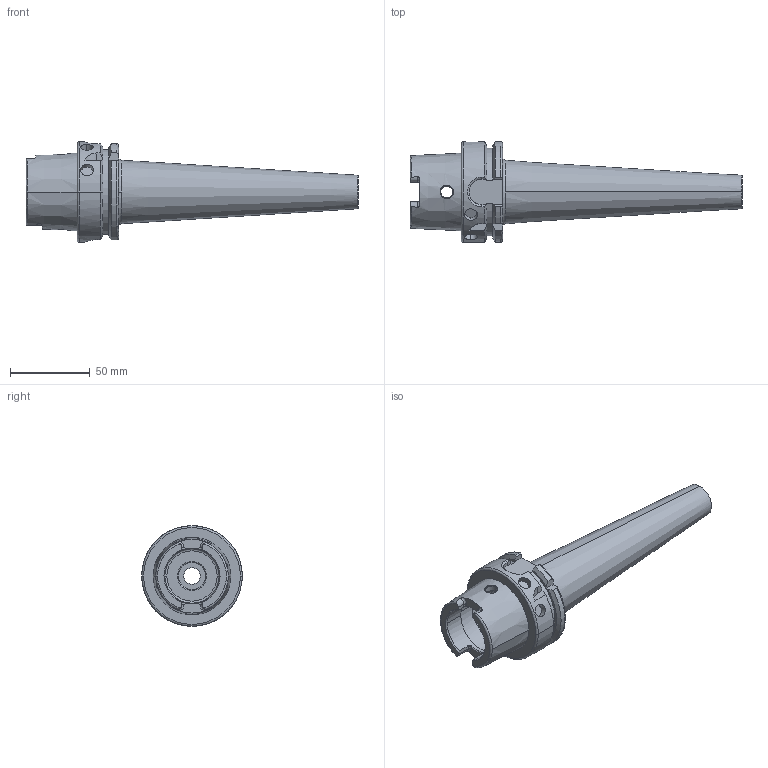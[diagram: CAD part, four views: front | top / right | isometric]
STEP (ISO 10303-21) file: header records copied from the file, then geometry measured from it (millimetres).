
FILE_DESCRIPTION (( 'STEP AP203' ), '1' );
FILE_NAME ('9163A-ES8M12150.STEP', '2023-02-04T13:30:32', ( '' ), ( '' ), 'SwSTEP 2.0', 'SolidWorks 2018', '' );
FILE_SCHEMA (( 'CONFIG_CONTROL_DESIGN' ));
Length unit declared in the file: millimetre
Products named in the file (1): 9163A-ES8M12150
Bounding box: 207.95 x 63 x 63 mm (x, y, z)
Volume: 181324.1 mm3; surface area: 40580.9 mm2
Topology: 1 solids, 1 shells, 164 faces, 421 edges, 264 vertices
Faces by surface type: plane 51, cylinder 49, torus 25, cone 25, bspline 14
Entity records: 6500 total; most frequent: CARTESIAN_POINT 2587, ORIENTED_EDGE 838, DIRECTION 758, EDGE_CURVE 419, AXIS2_PLACEMENT_3D 306, VERTEX_POINT 264, EDGE_LOOP 177, ADVANCED_FACE 164
